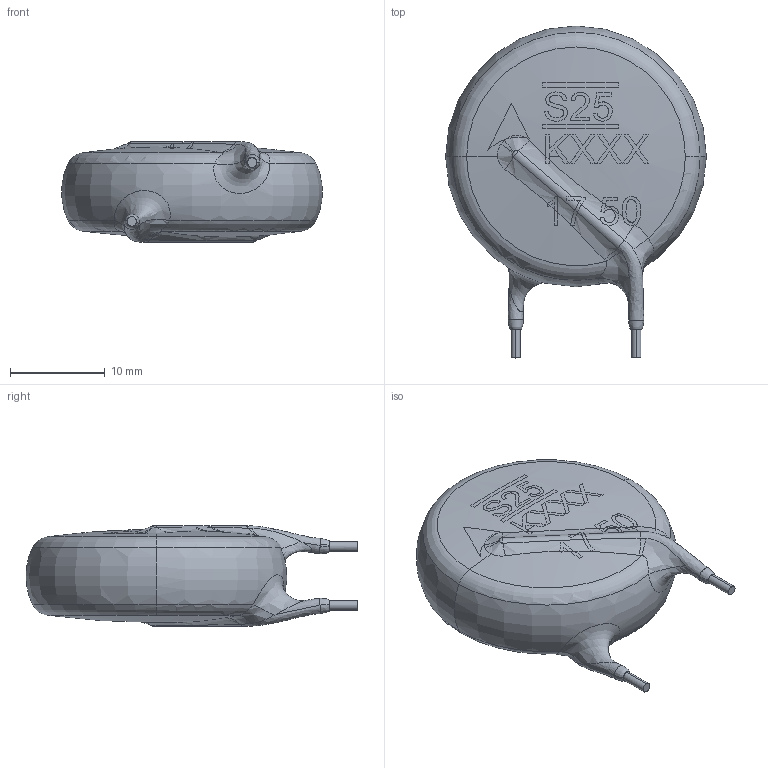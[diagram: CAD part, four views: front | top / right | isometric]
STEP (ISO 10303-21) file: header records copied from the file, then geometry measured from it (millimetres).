
FILE_DESCRIPTION (( 'STEP AP214' ), '1' );
FILE_NAME ('DB12E5AD-3032-4EB1-977F-51155059F88B.STEP', '2025-03-04T23:06:00', ( '' ), ( '' ), 'SwSTEP 2.0', 'SolidWorks 2022', '' );
FILE_SCHEMA (( 'AUTOMOTIVE_DESIGN' ));
Length unit declared in the file: millimetre
Products named in the file (1): DB12E5AD-3032-4EB1-977F-51155059F88B
Bounding box: 27.5 x 35 x 10.6 mm (x, y, z)
Volume: 5004.3 mm3; surface area: 1785.5 mm2
Topology: 2 solids, 2 shells, 89 faces, 336 edges, 255 vertices
Faces by surface type: bspline 42, sphere 22, cylinder 10, torus 10, plane 5
Entity records: 7403 total; most frequent: CARTESIAN_POINT 4694, ORIENTED_EDGE 634, DIRECTION 346, EDGE_CURVE 317, VERTEX_POINT 244, B_SPLINE_CURVE_WITH_KNOTS 178, AXIS2_PLACEMENT_3D 171, CIRCLE 127
